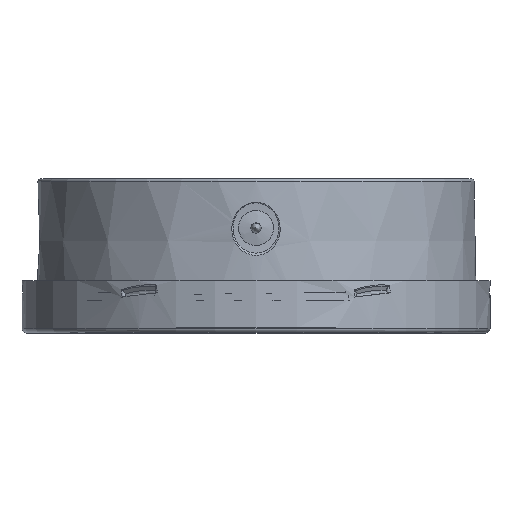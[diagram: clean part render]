
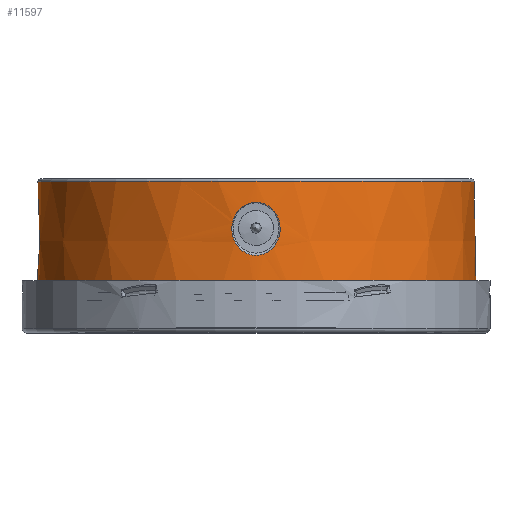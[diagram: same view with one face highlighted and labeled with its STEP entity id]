
A CAD part, top view. The second image highlights one B-rep face of the part: STEP entity #11597.
In plain terms, the highlighted conical face has half-angle 1 degrees and reference radius 75 mm.
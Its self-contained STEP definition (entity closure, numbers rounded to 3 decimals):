
#90=FACE_BOUND('',#4147,.T.);
#91=FACE_BOUND('',#4148,.T.);
#375=LINE('',#17478,#1482);
#1482=VECTOR('',#13675,75.);
#2564=CONICAL_SURFACE('',#12419,75.,0.017);
#2638=CIRCLE('',#12375,75.733);
#2639=CIRCLE('',#12376,75.733);
#2654=CIRCLE('',#12391,75.733);
#2655=CIRCLE('',#12420,75.017);
#2656=CIRCLE('',#12421,75.017);
#3444=FACE_OUTER_BOUND('',#4146,.T.);
#4146=EDGE_LOOP('',(#8295,#8296,#8297,#8298,#8299,#8300,#8301));
#4147=EDGE_LOOP('',(#8302));
#4148=EDGE_LOOP('',(#8303,#8304));
#4894=B_SPLINE_CURVE_WITH_KNOTS('',3,(#16728,#16729,#16730,#16731),
 .UNSPECIFIED.,.F.,.F.,(4,4),(0.,0.023),.UNSPECIFIED.);
#4895=B_SPLINE_CURVE_WITH_KNOTS('',3,(#16732,#16733,#16734,#16735,#16736,
#16737,#16738,#16739,#16740,#16741,#16742,#16743,#16744,#16745,#16746,#16747,
#16748,#16749,#16750,#16751,#16752,#16753,#16754,#16755,#16756,#16757,#16758,
#16759,#16760,#16761,#16762,#16763,#16764,#16765),.UNSPECIFIED.,.F.,.F.,
(4,2,2,2,2,2,2,2,2,2,2,2,2,2,2,2,4),(0.023,0.319,
0.639,0.975,1.312,1.648,1.985,
2.304,2.623,2.947,3.271,3.607,
3.943,4.278,4.614,4.938,5.262),
 .UNSPECIFIED.);
#4944=B_SPLINE_CURVE_WITH_KNOTS('',3,(#17483,#17484,#17485,#17486,#17487,
#17488,#17489,#17490,#17491,#17492,#17493,#17494,#17495,#17496,#17497,#17498,
#17499,#17500),.UNSPECIFIED.,.T.,.F.,(4,1,1,1,1,1,1,1,1,1,1,1,1,1,1,4),
(-8.156,-7.573,-6.991,-6.214,
-6.02,-5.826,-5.049,-4.661,-3.884,
-3.495,-2.719,-2.33,-1.748,
-1.165,-0.583,0.),.UNSPECIFIED.);
#5090=VERTEX_POINT('',#16725);
#5091=VERTEX_POINT('',#16727);
#5181=VERTEX_POINT('',#17355);
#5182=VERTEX_POINT('',#17356);
#5183=VERTEX_POINT('',#17358);
#5197=VERTEX_POINT('',#17477);
#5198=VERTEX_POINT('',#17479);
#5199=VERTEX_POINT('',#17482);
#6245=EDGE_CURVE('',#5091,#5090,#4894,.T.);
#6246=EDGE_CURVE('',#5090,#5091,#4895,.T.);
#6368=EDGE_CURVE('',#5181,#5182,#2638,.T.);
#6369=EDGE_CURVE('',#5183,#5181,#2639,.T.);
#6386=EDGE_CURVE('',#5182,#5183,#2654,.T.);
#6404=EDGE_CURVE('',#5182,#5197,#375,.T.);
#6405=EDGE_CURVE('',#5198,#5197,#2655,.T.);
#6406=EDGE_CURVE('',#5197,#5198,#2656,.T.);
#6407=EDGE_CURVE('',#5199,#5199,#4944,.T.);
#8295=ORIENTED_EDGE('',*,*,#6368,.T.);
#8296=ORIENTED_EDGE('',*,*,#6404,.T.);
#8297=ORIENTED_EDGE('',*,*,#6405,.F.);
#8298=ORIENTED_EDGE('',*,*,#6406,.F.);
#8299=ORIENTED_EDGE('',*,*,#6404,.F.);
#8300=ORIENTED_EDGE('',*,*,#6386,.T.);
#8301=ORIENTED_EDGE('',*,*,#6369,.T.);
#8302=ORIENTED_EDGE('',*,*,#6407,.F.);
#8303=ORIENTED_EDGE('',*,*,#6245,.T.);
#8304=ORIENTED_EDGE('',*,*,#6246,.T.);
#11597=ADVANCED_FACE('',(#3444,#90,#91),#2564,.T.);
#12375=AXIS2_PLACEMENT_3D('',#17357,#13580,#13581);
#12376=AXIS2_PLACEMENT_3D('',#17359,#13582,#13583);
#12391=AXIS2_PLACEMENT_3D('',#17395,#13612,#13613);
#12419=AXIS2_PLACEMENT_3D('',#17476,#13673,#13674);
#12420=AXIS2_PLACEMENT_3D('',#17480,#13676,#13677);
#12421=AXIS2_PLACEMENT_3D('',#17481,#13678,#13679);
#13580=DIRECTION('center_axis',(0.,1.,0.));
#13581=DIRECTION('ref_axis',(-1.,0.,0.));
#13582=DIRECTION('center_axis',(0.,1.,0.));
#13583=DIRECTION('ref_axis',(-1.,0.,0.));
#13612=DIRECTION('center_axis',(0.,1.,0.));
#13613=DIRECTION('ref_axis',(-1.,0.,0.));
#13673=DIRECTION('center_axis',(0.,-1.,0.));
#13674=DIRECTION('ref_axis',(-1.,0.,0.));
#13675=DIRECTION('',(-0.017,1.,0.));
#13676=DIRECTION('center_axis',(0.,1.,0.));
#13677=DIRECTION('ref_axis',(-1.,0.,0.));
#13678=DIRECTION('center_axis',(0.,1.,0.));
#13679=DIRECTION('ref_axis',(-1.,0.,0.));
#16725=CARTESIAN_POINT('',(-8.658,17.483,74.836));
#16727=CARTESIAN_POINT('',(-8.662,17.249,74.84));
#16728=CARTESIAN_POINT('Ctrl Pts',(-8.662,17.249,74.84));
#16729=CARTESIAN_POINT('Ctrl Pts',(-8.662,17.326,74.839));
#16730=CARTESIAN_POINT('Ctrl Pts',(-8.66,17.404,74.837));
#16731=CARTESIAN_POINT('Ctrl Pts',(-8.658,17.483,74.836));
#16732=CARTESIAN_POINT('Ctrl Pts',(-8.658,17.483,74.836));
#16733=CARTESIAN_POINT('Ctrl Pts',(-8.633,18.479,74.822));
#16734=CARTESIAN_POINT('Ctrl Pts',(-8.448,19.536,74.824));
#16735=CARTESIAN_POINT('Ctrl Pts',(-7.711,21.601,74.864));
#16736=CARTESIAN_POINT('Ctrl Pts',(-7.129,22.6,74.904));
#16737=CARTESIAN_POINT('Ctrl Pts',(-5.716,24.266,74.99));
#16738=CARTESIAN_POINT('Ctrl Pts',(-4.771,25.031,75.042));
#16739=CARTESIAN_POINT('Ctrl Pts',(-2.646,26.063,75.119));
#16740=CARTESIAN_POINT('Ctrl Pts',(-1.466,26.327,75.142));
#16741=CARTESIAN_POINT('Ctrl Pts',(0.778,26.327,75.142));
#16742=CARTESIAN_POINT('Ctrl Pts',(1.958,26.063,75.119));
#16743=CARTESIAN_POINT('Ctrl Pts',(4.083,25.031,75.042));
#16744=CARTESIAN_POINT('Ctrl Pts',(5.028,24.266,74.99));
#16745=CARTESIAN_POINT('Ctrl Pts',(6.441,22.6,74.904));
#16746=CARTESIAN_POINT('Ctrl Pts',(7.023,21.601,74.864));
#16747=CARTESIAN_POINT('Ctrl Pts',(7.788,19.458,74.823));
#16748=CARTESIAN_POINT('Ctrl Pts',(7.972,18.313,74.822));
#16749=CARTESIAN_POINT('Ctrl Pts',(7.976,16.169,74.859));
#16750=CARTESIAN_POINT('Ctrl Pts',(7.791,15.007,74.9));
#16751=CARTESIAN_POINT('Ctrl Pts',(7.018,12.834,75.019));
#16752=CARTESIAN_POINT('Ctrl Pts',(6.428,11.822,75.094));
#16753=CARTESIAN_POINT('Ctrl Pts',(5.008,10.149,75.238));
#16754=CARTESIAN_POINT('Ctrl Pts',(4.067,9.385,75.316));
#16755=CARTESIAN_POINT('Ctrl Pts',(1.95,8.353,75.429));
#16756=CARTESIAN_POINT('Ctrl Pts',(0.775,8.087,75.461));
#16757=CARTESIAN_POINT('Ctrl Pts',(-1.463,8.087,75.461));
#16758=CARTESIAN_POINT('Ctrl Pts',(-2.638,8.353,75.429));
#16759=CARTESIAN_POINT('Ctrl Pts',(-4.755,9.385,75.316));
#16760=CARTESIAN_POINT('Ctrl Pts',(-5.696,10.149,75.238));
#16761=CARTESIAN_POINT('Ctrl Pts',(-7.116,11.822,75.094));
#16762=CARTESIAN_POINT('Ctrl Pts',(-7.706,12.834,75.019));
#16763=CARTESIAN_POINT('Ctrl Pts',(-8.479,15.007,74.9));
#16764=CARTESIAN_POINT('Ctrl Pts',(-8.664,16.169,74.859));
#16765=CARTESIAN_POINT('Ctrl Pts',(-8.662,17.249,74.84));
#17355=CARTESIAN_POINT('',(-0.344,-7.517,75.733));
#17356=CARTESIAN_POINT('',(75.389,-7.517,0.));
#17357=CARTESIAN_POINT('Origin',(-0.344,-7.517,0.));
#17358=CARTESIAN_POINT('',(-0.344,-7.517,-75.733));
#17359=CARTESIAN_POINT('Origin',(-0.344,-7.517,0.));
#17395=CARTESIAN_POINT('Origin',(-0.344,-7.517,0.));
#17476=CARTESIAN_POINT('Origin',(-0.344,34.483,0.));
#17477=CARTESIAN_POINT('',(74.673,33.5,0.));
#17478=CARTESIAN_POINT('',(74.656,34.483,0.));
#17479=CARTESIAN_POINT('',(-0.344,33.5,75.017));
#17480=CARTESIAN_POINT('Origin',(-0.344,33.5,0.));
#17481=CARTESIAN_POINT('Origin',(-0.344,33.5,0.));
#17482=CARTESIAN_POINT('',(-14.643,16.04,-73.952));
#17483=CARTESIAN_POINT('Ctrl Pts',(-14.643,16.04,-73.952));
#17484=CARTESIAN_POINT('Ctrl Pts',(-14.558,18.212,-73.93));
#17485=CARTESIAN_POINT('Ctrl Pts',(-13.403,22.512,-74.083));
#17486=CARTESIAN_POINT('Ctrl Pts',(-8.626,28.118,-74.743));
#17487=CARTESIAN_POINT('Ctrl Pts',(-2.988,30.109,-75.107));
#17488=CARTESIAN_POINT('Ctrl Pts',(1.315,29.921,-75.071));
#17489=CARTESIAN_POINT('Ctrl Pts',(5.545,29.104,-74.934));
#17490=CARTESIAN_POINT('Ctrl Pts',(9.933,26.269,-74.479));
#17491=CARTESIAN_POINT('Ctrl Pts',(13.762,20.063,-73.93));
#17492=CARTESIAN_POINT('Ctrl Pts',(14.409,14.041,-73.897));
#17493=CARTESIAN_POINT('Ctrl Pts',(11.983,7.143,-74.487));
#17494=CARTESIAN_POINT('Ctrl Pts',(7.78,2.914,-75.192));
#17495=CARTESIAN_POINT('Ctrl Pts',(1.633,0.753,-75.629));
#17496=CARTESIAN_POINT('Ctrl Pts',(-4.233,0.994,
-75.576));
#17497=CARTESIAN_POINT('Ctrl Pts',(-10.033,4.136,-74.961));
#17498=CARTESIAN_POINT('Ctrl Pts',(-13.914,9.488,-74.219));
#17499=CARTESIAN_POINT('Ctrl Pts',(-14.728,13.867,-73.974));
#17500=CARTESIAN_POINT('Ctrl Pts',(-14.643,16.04,-73.952));
